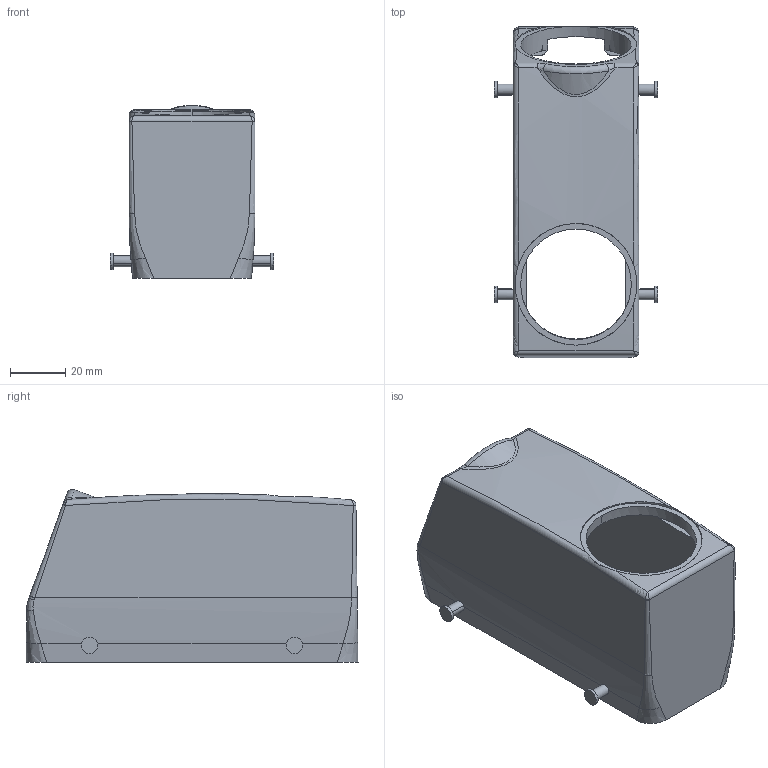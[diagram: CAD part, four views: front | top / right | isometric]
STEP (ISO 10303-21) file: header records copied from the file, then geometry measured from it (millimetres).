
FILE_DESCRIPTION(('CATIA V5 STEP Exchange','CAx-IF Rec.Pracs.--- Model Styling and Organization---1.4--- 2014-01-23'),'2;1');
FILE_NAME ('170079-1_0', '2021-09-07T12:20:59+00:00', ('none'), ('Weidmueller'), 'CATIA Version 5-6 Release 2016 SP3 HF44', 'CATIA V5 STEP AP214', 'none');
FILE_SCHEMA(('AUTOMOTIVE_DESIGN { 1 0 10303 214 1 1 1 1 }'));
Length unit declared in the file: millimetre
Products named in the file (1): 1131600000
Bounding box: 59 x 120 x 62.52 mm (x, y, z)
Volume: 89407.5 mm3; surface area: 41547.1 mm2
Topology: 1 solids, 1 shells, 131 faces, 357 edges, 226 vertices
Faces by surface type: cylinder 52, plane 49, bspline 27, torus 3
Entity records: 6496 total; most frequent: CARTESIAN_POINT 3708, ORIENTED_EDGE 706, EDGE_CURVE 353, DIRECTION 341, VERTEX_POINT 226, AXIS2_PLACEMENT_3D 156, EDGE_LOOP 141, ADVANCED_FACE 131
